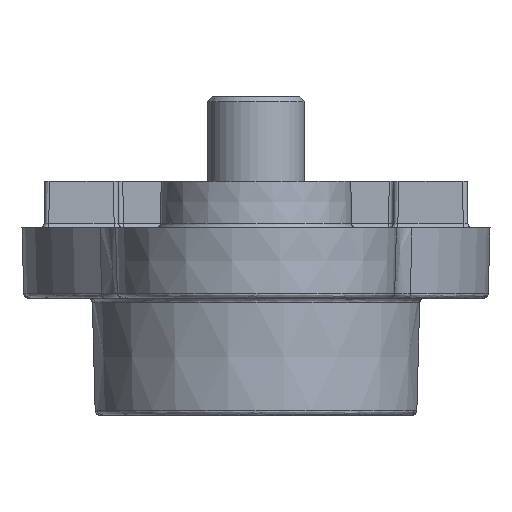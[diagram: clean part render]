
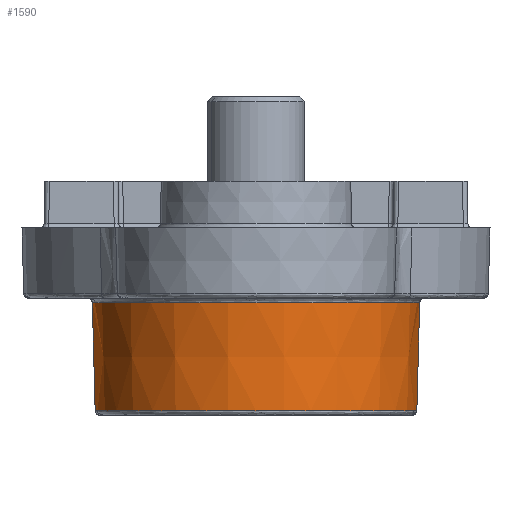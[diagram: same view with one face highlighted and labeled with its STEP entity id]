
A CAD part, left-side view. The second image highlights one B-rep face of the part: STEP entity #1590.
In plain terms, the highlighted conical face has half-angle 1.5 degrees and reference radius 3.497 mm.
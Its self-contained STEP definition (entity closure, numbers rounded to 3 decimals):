
#208 = CARTESIAN_POINT ( 'NONE',  ( -7., 0., 12.903 ) ) ;
#411 = VERTEX_POINT ( 'NONE', #12599 ) ;
#543 = VECTOR ( 'NONE', #3373, 1000. ) ;
#1040 = DIRECTION ( 'NONE',  ( 0., 1., 0. ) ) ;
#1070 = VECTOR ( 'NONE', #13527, 1000. ) ;
#1240 = FACE_OUTER_BOUND ( 'NONE', #1350, .T. ) ;
#1350 = EDGE_LOOP ( 'NONE', ( #5657, #6384, #12932, #13482 ) ) ;
#1391 = EDGE_CURVE ( 'NONE', #8693, #411, #2528, .T. ) ;
#1590 = ADVANCED_FACE ( 'NONE', ( #1240 ), #3735, .T. ) ;
#1955 = LINE ( 'NONE', #6175, #1070 ) ;
#2028 = CIRCLE ( 'NONE', #8877, 3.497 ) ;
#2528 = CIRCLE ( 'NONE', #9829, 3.437 ) ;
#2679 = CARTESIAN_POINT ( 'NONE',  ( -7., -3.497, 12.903 ) ) ;
#3326 = CARTESIAN_POINT ( 'NONE',  ( -7., 0., 12.903 ) ) ;
#3373 = DIRECTION ( 'NONE',  ( 0., -0.026, 1. ) ) ;
#3393 = DIRECTION ( 'NONE',  ( 0., -1., 0. ) ) ;
#3735 = CONICAL_SURFACE ( 'NONE', #9055, 3.497, 0.026 ) ;
#4402 = DIRECTION ( 'NONE',  ( 0., 0., 1. ) ) ;
#4417 = LINE ( 'NONE', #12867, #543 ) ;
#5315 = DIRECTION ( 'NONE',  ( 0., -1., 0. ) ) ;
#5390 = VERTEX_POINT ( 'NONE', #11885 ) ;
#5657 = ORIENTED_EDGE ( 'NONE', *, *, #7027, .T. ) ;
#5911 = EDGE_CURVE ( 'NONE', #5390, #411, #1955, .T. ) ;
#6175 = CARTESIAN_POINT ( 'NONE',  ( -7., 13070.314, 499014.5 ) ) ;
#6210 = CARTESIAN_POINT ( 'NONE',  ( -7., 0., 10.597 ) ) ;
#6384 = ORIENTED_EDGE ( 'NONE', *, *, #10783, .T. ) ;
#6461 = VERTEX_POINT ( 'NONE', #2679 ) ;
#7027 = EDGE_CURVE ( 'NONE', #8693, #6461, #4417, .T. ) ;
#8693 = VERTEX_POINT ( 'NONE', #12893 ) ;
#8877 = AXIS2_PLACEMENT_3D ( 'NONE', #3326, #12952, #3393 ) ;
#9055 = AXIS2_PLACEMENT_3D ( 'NONE', #208, #4402, #5315 ) ;
#9829 = AXIS2_PLACEMENT_3D ( 'NONE', #6210, #12783, #1040 ) ;
#10783 = EDGE_CURVE ( 'NONE', #6461, #5390, #2028, .T. ) ;
#11885 = CARTESIAN_POINT ( 'NONE',  ( -7., 3.497, 12.903 ) ) ;
#12599 = CARTESIAN_POINT ( 'NONE',  ( -7., 3.437, 10.597 ) ) ;
#12783 = DIRECTION ( 'NONE',  ( 0., 0., -1. ) ) ;
#12867 = CARTESIAN_POINT ( 'NONE',  ( -7., -13070.314, 499014.5 ) ) ;
#12893 = CARTESIAN_POINT ( 'NONE',  ( -7., -3.437, 10.597 ) ) ;
#12932 = ORIENTED_EDGE ( 'NONE', *, *, #5911, .T. ) ;
#12952 = DIRECTION ( 'NONE',  ( 0., 0., -1. ) ) ;
#13482 = ORIENTED_EDGE ( 'NONE', *, *, #1391, .F. ) ;
#13527 = DIRECTION ( 'NONE',  ( 0., -0.026, -1. ) ) ;
